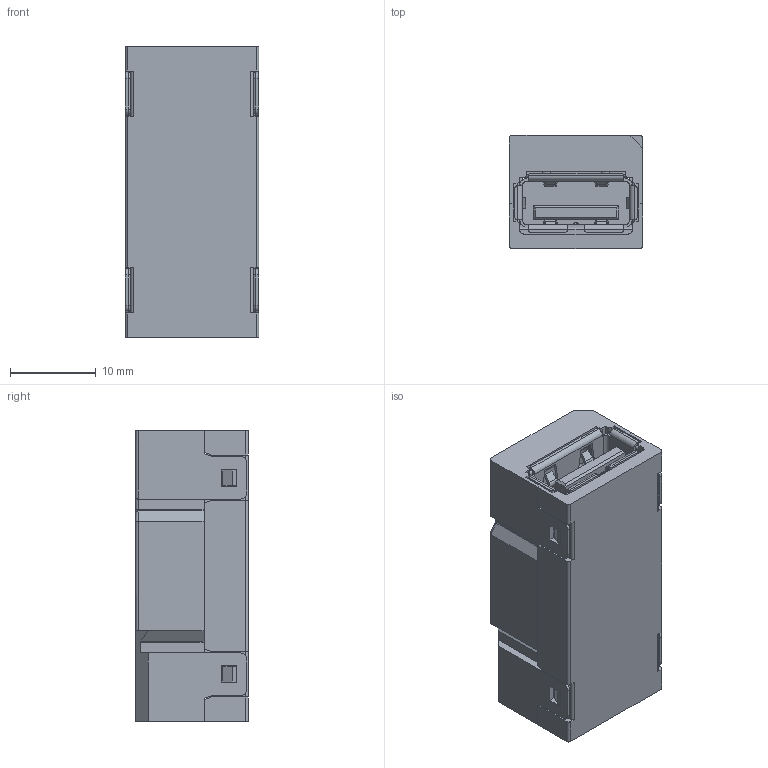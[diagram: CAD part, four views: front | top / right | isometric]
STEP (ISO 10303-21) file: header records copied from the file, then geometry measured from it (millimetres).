
FILE_DESCRIPTION (( 'STEP AP214' ), '1' );
FILE_NAME ('j80029A0012H50.STEP', '2013-11-04T13:28:18', ( 'Wartung' ), ( '' ), 'SwSTEP 2.0', 'SolidWorks 2013', '' );
FILE_SCHEMA (( 'AUTOMOTIVE_DESIGN' ));
Length unit declared in the file: millimetre
Products named in the file (5): B00041A0104; G01001A0010H50; J00000A0095; B00041A0103; j80029A0012H50
Assembly tree (5 placements, depth 3):
  j80029A0012H50
    B00041A0103
    G01001A0010H50
      J00000A0095  x2
    B00041A0104
Bounding box: 15.6 x 13.19 x 34 mm (x, y, z)
Volume: 3405.5 mm3; surface area: 8094.6 mm2
Topology: 4 solids, 4 shells, 1403 faces, 3831 edges, 2478 vertices
Faces by surface type: plane 922, cylinder 297, bspline 160, torus 14, cone 10
Entity records: 46068 total; most frequent: CARTESIAN_POINT 18520, ORIENTED_EDGE 5978, DIRECTION 4829, EDGE_CURVE 2989, LINE 2249, VECTOR 2249, VERTEX_POINT 1942, AXIS2_PLACEMENT_3D 1290
